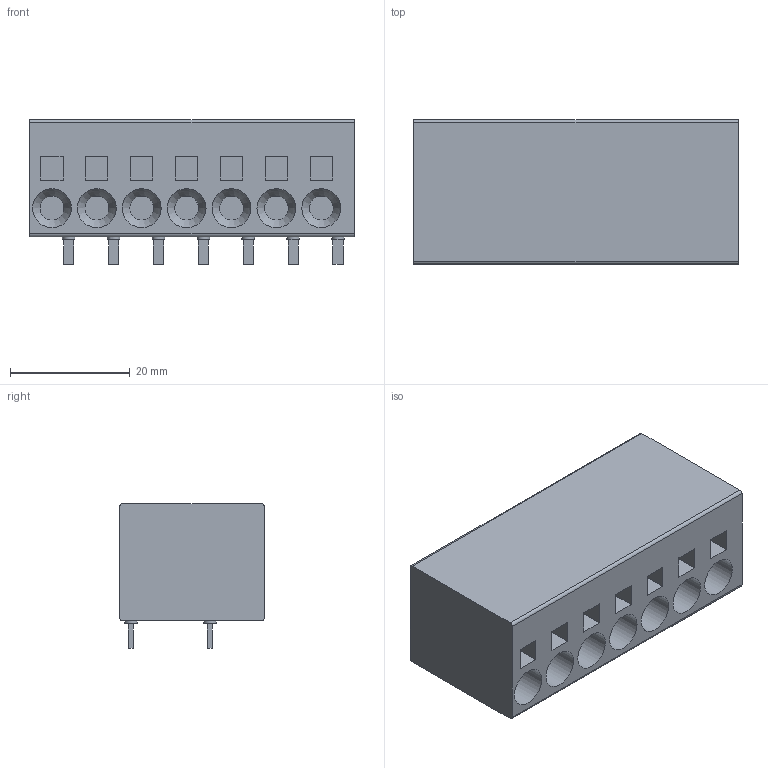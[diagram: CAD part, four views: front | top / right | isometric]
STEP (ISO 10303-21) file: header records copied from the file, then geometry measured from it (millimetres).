
FILE_DESCRIPTION(/* description */ ('model of PhoenixContact_SPT_5_7-H-7.5-ZB_1x07_P7.5mm_Horizontal'),/* implementation_level */ '2;1');
FILE_NAME(/* name */ 'PhoenixContact_SPT_5_7-H-7.5-ZB_1x07_P7.5mm_Horizontal.step',/* time_stamp */ '2023-01-30T13:57:58',/* author */ ('KiCAD','kicad'),/* organization */ ('OCCT'),/* preprocessor_version */ '',/* originating_system */ 'KiCAD',/* authorisation */ '');
FILE_SCHEMA(('AUTOMOTIVE_DESIGN { 1 0 10303 214 1 1 1 1 }'));
Length unit declared in the file: millimetre
Products named in the file (7): CQ assembly; b8091d08-a09d-11ed-8f45-a0cec80452fd; b8091d08-a09d-11ed-8f45-a0cec80452fd_part; b8092186-a09d-11ed-8f45-a0cec80452fd; b8092186-a09d-11ed-8f45-a0cec80452fd_part; b809247e-a09d-11ed-8f45-a0cec80452fd; b809247e-a09d-11ed-8f45-a0cec80452fd_part
Assembly tree (6 placements, depth 4):
  CQ assembly
    b8091d08-a09d-11ed-8f45-a0cec80452fd
      b8091d08-a09d-11ed-8f45-a0cec80452fd_part
      b8092186-a09d-11ed-8f45-a0cec80452fd
        b8092186-a09d-11ed-8f45-a0cec80452fd_part
      b809247e-a09d-11ed-8f45-a0cec80452fd
        b809247e-a09d-11ed-8f45-a0cec80452fd_part
Bounding box: 54.3 x 24.15 x 24.2 mm (x, y, z)
Volume: 23495.3 mm3; surface area: 7452 mm2
Topology: 8 solids, 8 shells, 122 faces, 248 edges, 163 vertices
Faces by surface type: plane 97, cylinder 18, cone 7
Full cylindrical faces by diameter (mm): 2.1 x7, 6.5 x7
Entity records: 3323 total; most frequent: DIRECTION 549, CARTESIAN_POINT 540, ORIENTED_EDGE 496, EDGE_CURVE 248, LINE 205, VECTOR 205, AXIS2_PLACEMENT_3D 172, VERTEX_POINT 163
